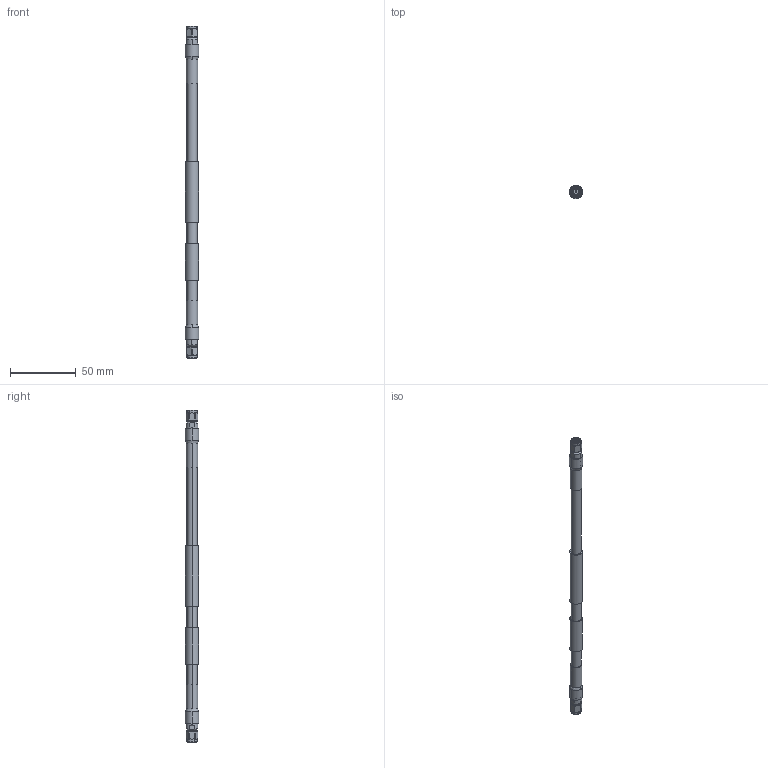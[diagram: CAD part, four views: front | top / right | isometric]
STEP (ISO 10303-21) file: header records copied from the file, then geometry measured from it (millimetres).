
FILE_DESCRIPTION (( 'STEP AP214' ), '1' );
FILE_NAME ('FMCA2274.step', '2021-02-09T19:11:41', ( '' ), ( '' ), 'SwSTEP 2.0', 'SolidWorks 2018', '' );
FILE_SCHEMA (( 'AUTOMOTIVE_DESIGN' ));
Length unit declared in the file: inch
Products named in the file (4): Heat Shrink^FMCA2274; FMCA2274; FM-1/4SFHC^FMCA2274; FMCN1718^FMCA2274
Assembly tree (5 placements, depth 2):
  FMCA2274
    FM-1/4SFHC^FMCA2274
    Heat Shrink^FMCA2274  x2
    FMCN1718^FMCA2274  x2
Bounding box: 10.05 x 10.05 x 252.86 mm (x, y, z)
Volume: 15560 mm3; surface area: 8772.1 mm2
Topology: 5 solids, 5 shells, 216 faces, 500 edges, 320 vertices
Faces by surface type: cylinder 112, plane 56, cone 34, bspline 14
Entity records: 5581 total; most frequent: CARTESIAN_POINT 2825, DIRECTION 557, ORIENTED_EDGE 530, EDGE_CURVE 265, AXIS2_PLACEMENT_3D 234, VERTEX_POINT 170, EDGE_LOOP 133, CIRCLE 117
